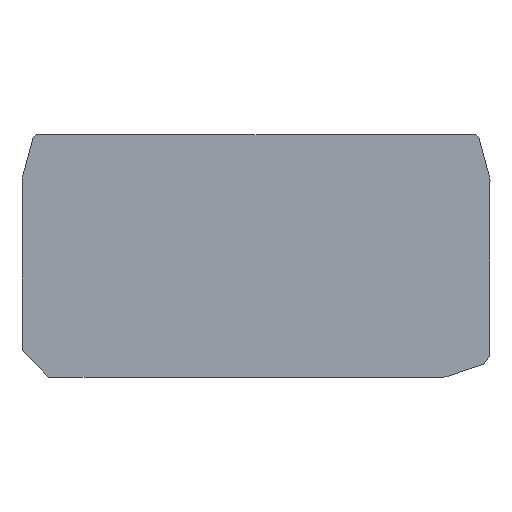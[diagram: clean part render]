
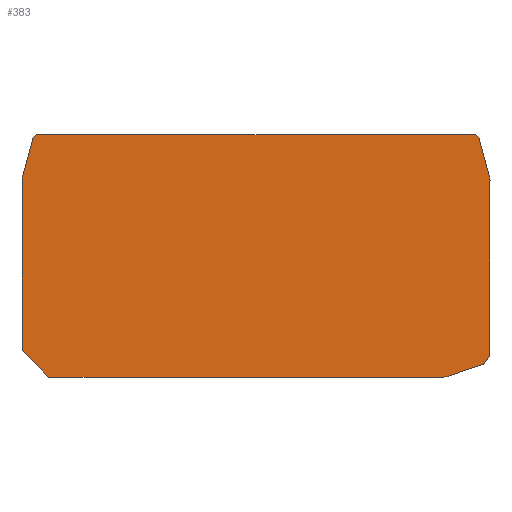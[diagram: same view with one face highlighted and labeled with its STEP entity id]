
A CAD part, front view. The second image highlights one B-rep face of the part: STEP entity #383.
In plain terms, the highlighted free-form (B-spline) face has degree [1, 1] with [2, 2] control points.
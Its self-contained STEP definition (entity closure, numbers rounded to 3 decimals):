
#100=CARTESIAN_POINT('',(17.221,-1.575,-9.46));
#101=VERTEX_POINT('',#100);
#107=CARTESIAN_POINT('',(-41.252,-1.575,-9.46));
#108=VERTEX_POINT('',#107);
#109=CARTESIAN_POINT('',(17.221,-1.575,-9.46));
#110=CARTESIAN_POINT('',(-41.252,-1.575,-9.46));
#111=B_SPLINE_CURVE_WITH_KNOTS('',1,(#109,#110),.POLYLINE_FORM.,.F.,.U.,(2,2),(0.,0.994),.UNSPECIFIED.);
#112=EDGE_CURVE('',#101,#108,#111,.T.);
#127=CARTESIAN_POINT('',(22.094,-1.575,26.54));
#128=VERTEX_POINT('',#127);
#143=CARTESIAN_POINT('',(-43.097,-1.575,26.54));
#144=VERTEX_POINT('',#143);
#150=CARTESIAN_POINT('',(-43.097,-1.575,26.54));
#151=CARTESIAN_POINT('',(22.094,-1.575,26.54));
#152=B_SPLINE_CURVE_WITH_KNOTS('',1,(#150,#151),.POLYLINE_FORM.,.F.,.U.,(2,2),(0.,1.),.UNSPECIFIED.);
#153=EDGE_CURVE('',#144,#128,#152,.T.);
#177=CARTESIAN_POINT('',(-45.252,-1.575,-5.46));
#178=VERTEX_POINT('',#177);
#179=CARTESIAN_POINT('',(-41.252,-1.575,-9.46));
#180=CARTESIAN_POINT('',(-42.909,-1.575,-9.46));
#181=CARTESIAN_POINT('',(-45.252,-1.575,-7.117));
#182=CARTESIAN_POINT('',(-45.252,-1.575,-5.46));
#183=(BOUNDED_CURVE()B_SPLINE_CURVE(2,(#179,#180,#181,#182),.CIRCULAR_ARC.,.F.,.U.)B_SPLINE_CURVE_WITH_KNOTS((3,1,3),(0.,0.5,1.),.UNSPECIFIED.)CURVE()GEOMETRIC_REPRESENTATION_ITEM()RATIONAL_B_SPLINE_CURVE((1.,0.854,0.854,1.))REPRESENTATION_ITEM(''));
#184=EDGE_CURVE('',#108,#178,#183,.T.);
#201=CARTESIAN_POINT('',(22.577,-1.575,26.169));
#202=VERTEX_POINT('',#201);
#217=CARTESIAN_POINT('',(22.094,-1.575,26.54));
#218=CARTESIAN_POINT('',(22.477,-1.575,26.54));
#219=CARTESIAN_POINT('',(22.577,-1.575,26.169));
#220=(BOUNDED_CURVE()B_SPLINE_CURVE(2,(#217,#218,#219),.CIRCULAR_ARC.,.F.,.U.)B_SPLINE_CURVE_WITH_KNOTS((3,3),(0.,1.),.UNSPECIFIED.)CURVE()GEOMETRIC_REPRESENTATION_ITEM()RATIONAL_B_SPLINE_CURVE((1.,0.793,1.))REPRESENTATION_ITEM(''));
#221=EDGE_CURVE('',#128,#202,#220,.T.);
#242=CARTESIAN_POINT('',(-43.58,-1.575,26.169));
#243=VERTEX_POINT('',#242);
#249=CARTESIAN_POINT('',(-43.58,-1.575,26.169));
#250=CARTESIAN_POINT('',(-43.481,-1.575,26.54));
#251=CARTESIAN_POINT('',(-43.097,-1.575,26.54));
#252=(BOUNDED_CURVE()B_SPLINE_CURVE(2,(#249,#250,#251),.CIRCULAR_ARC.,.F.,.U.)B_SPLINE_CURVE_WITH_KNOTS((3,3),(0.,1.),.UNSPECIFIED.)CURVE()GEOMETRIC_REPRESENTATION_ITEM()RATIONAL_B_SPLINE_CURVE((1.,0.793,1.))REPRESENTATION_ITEM(''));
#253=EDGE_CURVE('',#243,#144,#252,.T.);
#263=CARTESIAN_POINT('',(24.248,-1.575,-6.228));
#264=VERTEX_POINT('',#263);
#279=CARTESIAN_POINT('',(24.248,-1.575,19.733));
#280=VERTEX_POINT('',#279);
#286=CARTESIAN_POINT('',(24.248,-1.575,19.733));
#287=CARTESIAN_POINT('',(24.248,-1.575,-6.228));
#288=B_SPLINE_CURVE_WITH_KNOTS('',1,(#286,#287),.POLYLINE_FORM.,.F.,.U.,(2,2),(0.,1.),.UNSPECIFIED.);
#289=EDGE_CURVE('',#280,#264,#288,.T.);
#299=CARTESIAN_POINT('',(-45.252,-1.575,19.733));
#300=VERTEX_POINT('',#299);
#314=CARTESIAN_POINT('',(-45.252,-1.575,-5.46));
#315=CARTESIAN_POINT('',(-45.252,-1.575,19.733));
#316=B_SPLINE_CURVE_WITH_KNOTS('',1,(#314,#315),.POLYLINE_FORM.,.F.,.U.,(2,2),(0.,0.992),.UNSPECIFIED.);
#317=EDGE_CURVE('',#178,#300,#316,.T.);
#322=CARTESIAN_POINT('',(-4272.52,-1.575,-39.925));
#323=CARTESIAN_POINT('',(-4272.52,-1.575,7885.65));
#324=CARTESIAN_POINT('',(7856.558,-1.575,-39.925));
#325=CARTESIAN_POINT('',(7856.558,-1.575,7885.65));
#326=B_SPLINE_SURFACE_WITH_KNOTS('',1,1,((#322,#323),(#324,#325)),.PLANE_SURF.,.F.,.F.,.U.,(2,2),(2,2),(0.,1.),(0.,1.),.UNSPECIFIED.);
#327=ORIENTED_EDGE('',*,*,#253,.F.);
#328=CARTESIAN_POINT('',(-45.201,-1.575,20.121));
#329=VERTEX_POINT('',#328);
#330=CARTESIAN_POINT('',(-43.58,-1.575,26.169));
#331=CARTESIAN_POINT('',(-45.201,-1.575,20.121));
#332=B_SPLINE_CURVE_WITH_KNOTS('',1,(#330,#331),.POLYLINE_FORM.,.F.,.U.,(2,2),(0.029,0.944),.UNSPECIFIED.);
#333=EDGE_CURVE('',#243,#329,#332,.T.);
#334=ORIENTED_EDGE('',*,*,#333,.T.);
#335=CARTESIAN_POINT('',(-45.201,-1.575,20.121));
#336=CARTESIAN_POINT('',(-45.252,-1.575,19.931));
#337=CARTESIAN_POINT('',(-45.252,-1.575,19.733));
#338=(BOUNDED_CURVE()B_SPLINE_CURVE(2,(#335,#336,#337),.CIRCULAR_ARC.,.F.,.U.)B_SPLINE_CURVE_WITH_KNOTS((3,3),(0.,1.),.UNSPECIFIED.)CURVE()GEOMETRIC_REPRESENTATION_ITEM()RATIONAL_B_SPLINE_CURVE((1.,0.991,1.))REPRESENTATION_ITEM(''));
#339=EDGE_CURVE('',#329,#300,#338,.T.);
#340=ORIENTED_EDGE('',*,*,#339,.T.);
#341=ORIENTED_EDGE('',*,*,#317,.F.);
#342=ORIENTED_EDGE('',*,*,#184,.F.);
#343=ORIENTED_EDGE('',*,*,#112,.F.);
#344=CARTESIAN_POINT('',(17.872,-1.575,-9.351));
#345=VERTEX_POINT('',#344);
#346=CARTESIAN_POINT('',(17.221,-1.575,-9.46));
#347=CARTESIAN_POINT('',(17.556,-1.575,-9.46));
#348=CARTESIAN_POINT('',(17.872,-1.575,-9.351));
#349=(BOUNDED_CURVE()B_SPLINE_CURVE(2,(#346,#347,#348),.CIRCULAR_ARC.,.F.,.U.)B_SPLINE_CURVE_WITH_KNOTS((3,3),(0.,1.),.UNSPECIFIED.)CURVE()GEOMETRIC_REPRESENTATION_ITEM()RATIONAL_B_SPLINE_CURVE((1.,0.986,1.))REPRESENTATION_ITEM(''));
#350=EDGE_CURVE('',#101,#345,#349,.T.);
#351=ORIENTED_EDGE('',*,*,#350,.T.);
#352=CARTESIAN_POINT('',(23.372,-1.575,-7.457));
#353=VERTEX_POINT('',#352);
#354=CARTESIAN_POINT('',(17.872,-1.575,-9.351));
#355=CARTESIAN_POINT('',(23.372,-1.575,-7.457));
#356=B_SPLINE_CURVE_WITH_KNOTS('',1,(#354,#355),.POLYLINE_FORM.,.F.,.U.,(2,2),(0.054,1.),.UNSPECIFIED.);
#357=EDGE_CURVE('',#345,#353,#356,.T.);
#358=ORIENTED_EDGE('',*,*,#357,.T.);
#359=CARTESIAN_POINT('',(23.372,-1.575,-7.457));
#360=CARTESIAN_POINT('',(24.248,-1.575,-7.156));
#361=CARTESIAN_POINT('',(24.248,-1.575,-6.228));
#362=(BOUNDED_CURVE()B_SPLINE_CURVE(2,(#359,#360,#361),.CIRCULAR_ARC.,.F.,.U.)B_SPLINE_CURVE_WITH_KNOTS((3,3),(0.,1.),.UNSPECIFIED.)CURVE()GEOMETRIC_REPRESENTATION_ITEM()RATIONAL_B_SPLINE_CURVE((1.,0.814,1.))REPRESENTATION_ITEM(''));
#363=EDGE_CURVE('',#353,#264,#362,.T.);
#364=ORIENTED_EDGE('',*,*,#363,.T.);
#365=ORIENTED_EDGE('',*,*,#289,.F.);
#366=CARTESIAN_POINT('',(24.197,-1.575,20.121));
#367=VERTEX_POINT('',#366);
#368=CARTESIAN_POINT('',(24.248,-1.575,19.733));
#369=CARTESIAN_POINT('',(24.248,-1.575,19.931));
#370=CARTESIAN_POINT('',(24.197,-1.575,20.121));
#371=(BOUNDED_CURVE()B_SPLINE_CURVE(2,(#368,#369,#370),.CIRCULAR_ARC.,.F.,.U.)B_SPLINE_CURVE_WITH_KNOTS((3,3),(0.,1.),.UNSPECIFIED.)CURVE()GEOMETRIC_REPRESENTATION_ITEM()RATIONAL_B_SPLINE_CURVE((1.,0.991,1.))REPRESENTATION_ITEM(''));
#372=EDGE_CURVE('',#280,#367,#371,.T.);
#373=ORIENTED_EDGE('',*,*,#372,.T.);
#374=CARTESIAN_POINT('',(24.197,-1.575,20.121));
#375=CARTESIAN_POINT('',(22.577,-1.575,26.169));
#376=B_SPLINE_CURVE_WITH_KNOTS('',1,(#374,#375),.POLYLINE_FORM.,.F.,.U.,(2,2),(0.029,0.944),.UNSPECIFIED.);
#377=EDGE_CURVE('',#367,#202,#376,.T.);
#378=ORIENTED_EDGE('',*,*,#377,.T.);
#379=ORIENTED_EDGE('',*,*,#221,.F.);
#380=ORIENTED_EDGE('',*,*,#153,.F.);
#381=EDGE_LOOP('',(#327,#334,#340,#341,#342,#343,#351,#358,#364,#365,#373,#378,#379,#380));
#382=FACE_OUTER_BOUND('',#381,.T.);
#383=ADVANCED_FACE('',(#382),#326,.T.);
